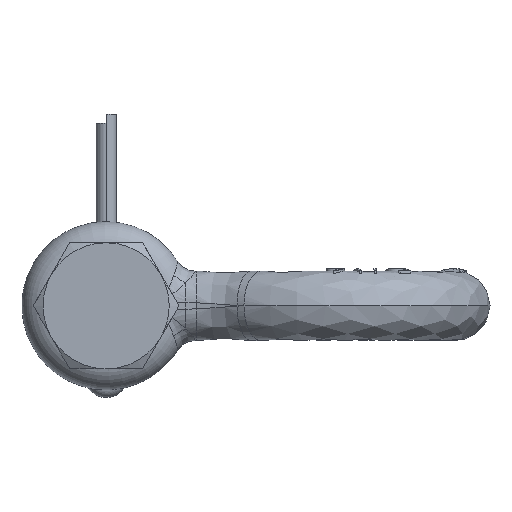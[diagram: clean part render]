
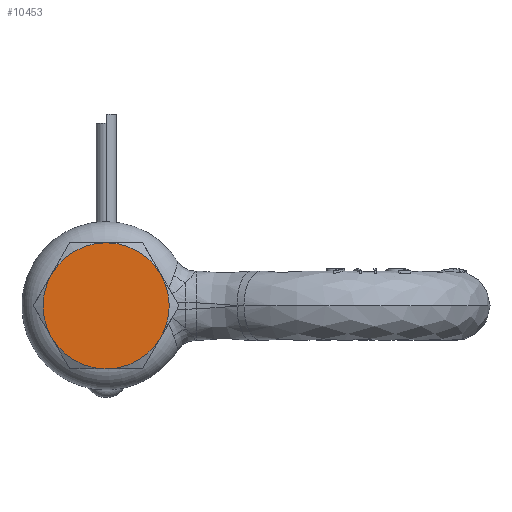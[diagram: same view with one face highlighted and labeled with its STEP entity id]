
A CAD part, left-side view. The second image highlights one B-rep face of the part: STEP entity #10453.
In plain terms, the highlighted planar face has unit normal (-1, 0, 0).
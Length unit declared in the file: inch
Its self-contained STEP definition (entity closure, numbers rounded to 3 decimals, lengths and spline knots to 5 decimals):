
#9980=CARTESIAN_POINT('',(-0.80523,0.,0.));
#9981=DIRECTION('',(-1.,0.,0.));
#9982=DIRECTION('',(0.,0.,-1.));
#9983=AXIS2_PLACEMENT_3D('',#9980,#9981,#9982);
#9985=CARTESIAN_POINT('',(-0.80523,0.,0.));
#9986=DIRECTION('',(-1.,0.,0.));
#9987=DIRECTION('',(0.,0.866,-0.5));
#9988=AXIS2_PLACEMENT_3D('',#9985,#9986,#9987);
#9990=CARTESIAN_POINT('',(-0.80523,0.,0.));
#9991=DIRECTION('',(-1.,0.,0.));
#9992=DIRECTION('',(0.,0.866,0.5));
#9993=AXIS2_PLACEMENT_3D('',#9990,#9991,#9992);
#9995=CARTESIAN_POINT('',(-0.80523,0.,0.));
#9996=DIRECTION('',(-1.,0.,0.));
#9997=DIRECTION('',(0.,0.,1.));
#9998=AXIS2_PLACEMENT_3D('',#9995,#9996,#9997);
#10000=CARTESIAN_POINT('',(-0.80523,0.,0.));
#10001=DIRECTION('',(-1.,0.,0.));
#10002=DIRECTION('',(0.,-0.866,0.5));
#10003=AXIS2_PLACEMENT_3D('',#10000,#10001,#10002);
#10005=CARTESIAN_POINT('',(-0.80523,0.,0.));
#10006=DIRECTION('',(-1.,0.,0.));
#10007=DIRECTION('',(0.,-0.866,-0.5));
#10008=AXIS2_PLACEMENT_3D('',#10005,#10006,#10007);
#10010=CARTESIAN_POINT('',(-0.80523,0.,-0.281));
#10011=CARTESIAN_POINT('',(-0.80523,-0.24335,
-0.1405));
#10012=VERTEX_POINT('',#10010);
#10013=VERTEX_POINT('',#10011);
#10014=CARTESIAN_POINT('',(-0.80523,-0.24335,
0.1405));
#10015=VERTEX_POINT('',#10014);
#10016=CARTESIAN_POINT('',(-0.80523,0.,0.281));
#10017=VERTEX_POINT('',#10016);
#10018=CARTESIAN_POINT('',(-0.80523,0.24335,
0.1405));
#10019=VERTEX_POINT('',#10018);
#10020=CARTESIAN_POINT('',(-0.80523,0.24335,
-0.1405));
#10021=VERTEX_POINT('',#10020);
#10440=CARTESIAN_POINT('',(-0.80523,0.,0.));
#10441=DIRECTION('',(-1.,0.,0.));
#10442=DIRECTION('',(0.,0.,1.));
#10443=AXIS2_PLACEMENT_3D('',#10440,#10441,#10442);
#10444=PLANE('',#10443);
#10445=ORIENTED_EDGE('',*,*,#10077,.F.);
#10446=ORIENTED_EDGE('',*,*,#10394,.F.);
#10447=ORIENTED_EDGE('',*,*,#10380,.F.);
#10448=ORIENTED_EDGE('',*,*,#10366,.F.);
#10449=ORIENTED_EDGE('',*,*,#10105,.F.);
#10450=ORIENTED_EDGE('',*,*,#10091,.F.);
#10451=EDGE_LOOP('',(#10445,#10446,#10447,#10448,#10449,#10450));
#10452=FACE_OUTER_BOUND('',#10451,.F.);
#10453=ADVANCED_FACE('',(#10452),#10444,.T.);
#9984=CIRCLE('',#9983,0.281);
#9989=CIRCLE('',#9988,0.281);
#9994=CIRCLE('',#9993,0.281);
#9999=CIRCLE('',#9998,0.281);
#10004=CIRCLE('',#10003,0.281);
#10009=CIRCLE('',#10008,0.281);
#10077=EDGE_CURVE('',#10012,#10013,#9984,.T.);
#10091=EDGE_CURVE('',#10013,#10015,#10009,.T.);
#10105=EDGE_CURVE('',#10015,#10017,#10004,.T.);
#10366=EDGE_CURVE('',#10017,#10019,#9999,.T.);
#10380=EDGE_CURVE('',#10019,#10021,#9994,.T.);
#10394=EDGE_CURVE('',#10021,#10012,#9989,.T.);
